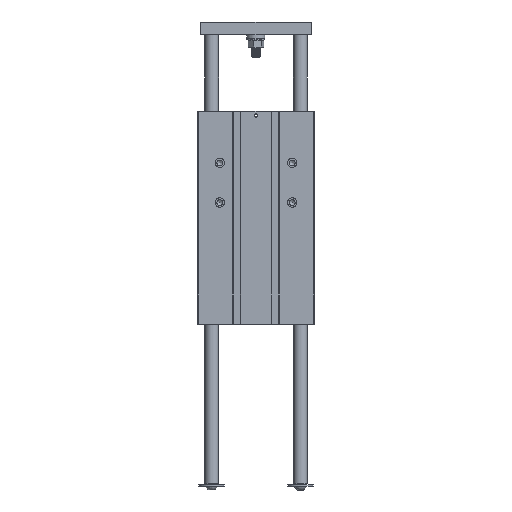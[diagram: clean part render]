
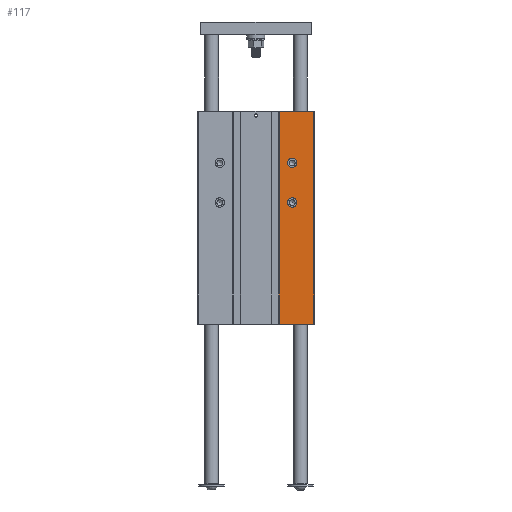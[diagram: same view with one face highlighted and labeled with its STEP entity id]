
A CAD part, front view. The second image highlights one B-rep face of the part: STEP entity #117.
In plain terms, the highlighted planar face has unit normal (0, -1, 0).
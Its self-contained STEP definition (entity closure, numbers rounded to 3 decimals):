
#117 = ADVANCED_FACE ( 'NONE', ( #34040, #34765, #18564 ), #20654, .T. ) ;
#184 = DIRECTION ( 'NONE',  ( 0., 0., -1. ) ) ;
#1256 = CARTESIAN_POINT ( 'NONE',  ( 42.5, -35., -107.25 ) ) ;
#1993 = CARTESIAN_POINT ( 'NONE',  ( -68.5, -35., -250. ) ) ;
#2494 = VERTEX_POINT ( 'NONE', #13252 ) ;
#2697 = CARTESIAN_POINT ( 'NONE',  ( -68.5, -35., 0. ) ) ;
#2891 = LINE ( 'NONE', #24369, #14752 ) ;
#3154 = AXIS2_PLACEMENT_3D ( 'NONE', #1993, #18378, #31413 ) ;
#3365 = CIRCLE ( 'NONE', #11263, 5.5 ) ;
#3454 = VERTEX_POINT ( 'NONE', #14186 ) ;
#3705 = DIRECTION ( 'NONE',  ( 0., -1., 0. ) ) ;
#4184 = EDGE_CURVE ( 'NONE', #2494, #2494, #3365, .T. ) ;
#4401 = DIRECTION ( 'NONE',  ( 0., 0., -1. ) ) ;
#4797 = LINE ( 'NONE', #2697, #22402 ) ;
#5165 = EDGE_LOOP ( 'NONE', ( #26033 ) ) ;
#6286 = CARTESIAN_POINT ( 'NONE',  ( -68.5, -35., -250. ) ) ;
#7304 = VERTEX_POINT ( 'NONE', #28226 ) ;
#9093 = DIRECTION ( 'NONE',  ( 1., 0., 0. ) ) ;
#11263 = AXIS2_PLACEMENT_3D ( 'NONE', #13931, #27131, #184 ) ;
#12034 = DIRECTION ( 'NONE',  ( 0., 0., 1. ) ) ;
#12170 = LINE ( 'NONE', #17976, #22645 ) ;
#12294 = CIRCLE ( 'NONE', #21290, 5.5 ) ;
#12813 = VECTOR ( 'NONE', #9093, 1000. ) ;
#13176 = EDGE_LOOP ( 'NONE', ( #31076 ) ) ;
#13252 = CARTESIAN_POINT ( 'NONE',  ( 42.5, -35., -66.25 ) ) ;
#13931 = CARTESIAN_POINT ( 'NONE',  ( 42.5, -35., -60.75 ) ) ;
#14186 = CARTESIAN_POINT ( 'NONE',  ( 27.1, -35., -250. ) ) ;
#14752 = VECTOR ( 'NONE', #12034, 1000. ) ;
#15594 = ORIENTED_EDGE ( 'NONE', *, *, #25026, .T. ) ;
#15769 = VERTEX_POINT ( 'NONE', #26518 ) ;
#16525 = EDGE_CURVE ( 'NONE', #26241, #7304, #4797, .T. ) ;
#16820 = EDGE_CURVE ( 'NONE', #15769, #15769, #12294, .T. ) ;
#17976 = CARTESIAN_POINT ( 'NONE',  ( 27.1, -35., -250. ) ) ;
#18378 = DIRECTION ( 'NONE',  ( 0., -1., 0. ) ) ;
#18564 = FACE_OUTER_BOUND ( 'NONE', #22995, .T. ) ;
#19304 = CARTESIAN_POINT ( 'NONE',  ( 68., -35., -250. ) ) ;
#20474 = ORIENTED_EDGE ( 'NONE', *, *, #21689, .T. ) ;
#20654 = PLANE ( 'NONE',  #3154 ) ;
#20823 = DIRECTION ( 'NONE',  ( 1., 0., 0. ) ) ;
#21290 = AXIS2_PLACEMENT_3D ( 'NONE', #1256, #3705, #30849 ) ;
#21689 = EDGE_CURVE ( 'NONE', #3454, #29769, #30425, .T. ) ;
#22402 = VECTOR ( 'NONE', #20823, 1000. ) ;
#22645 = VECTOR ( 'NONE', #4401, 1000. ) ;
#22995 = EDGE_LOOP ( 'NONE', ( #25591, #15594, #20474, #29999 ) ) ;
#24369 = CARTESIAN_POINT ( 'NONE',  ( 68., -35., -250. ) ) ;
#24492 = EDGE_CURVE ( 'NONE', #29769, #7304, #2891, .T. ) ;
#25026 = EDGE_CURVE ( 'NONE', #26241, #3454, #12170, .T. ) ;
#25591 = ORIENTED_EDGE ( 'NONE', *, *, #16525, .F. ) ;
#26033 = ORIENTED_EDGE ( 'NONE', *, *, #16820, .F. ) ;
#26241 = VERTEX_POINT ( 'NONE', #26776 ) ;
#26518 = CARTESIAN_POINT ( 'NONE',  ( 42.5, -35., -112.75 ) ) ;
#26776 = CARTESIAN_POINT ( 'NONE',  ( 27.1, -35., 0. ) ) ;
#27131 = DIRECTION ( 'NONE',  ( 0., -1., 0. ) ) ;
#28226 = CARTESIAN_POINT ( 'NONE',  ( 68., -35., 0. ) ) ;
#29769 = VERTEX_POINT ( 'NONE', #19304 ) ;
#29999 = ORIENTED_EDGE ( 'NONE', *, *, #24492, .T. ) ;
#30425 = LINE ( 'NONE', #6286, #12813 ) ;
#30849 = DIRECTION ( 'NONE',  ( 0., 0., -1. ) ) ;
#31076 = ORIENTED_EDGE ( 'NONE', *, *, #4184, .F. ) ;
#31413 = DIRECTION ( 'NONE',  ( 0., 0., -1. ) ) ;
#34040 = FACE_BOUND ( 'NONE', #5165, .T. ) ;
#34765 = FACE_BOUND ( 'NONE', #13176, .T. ) ;
